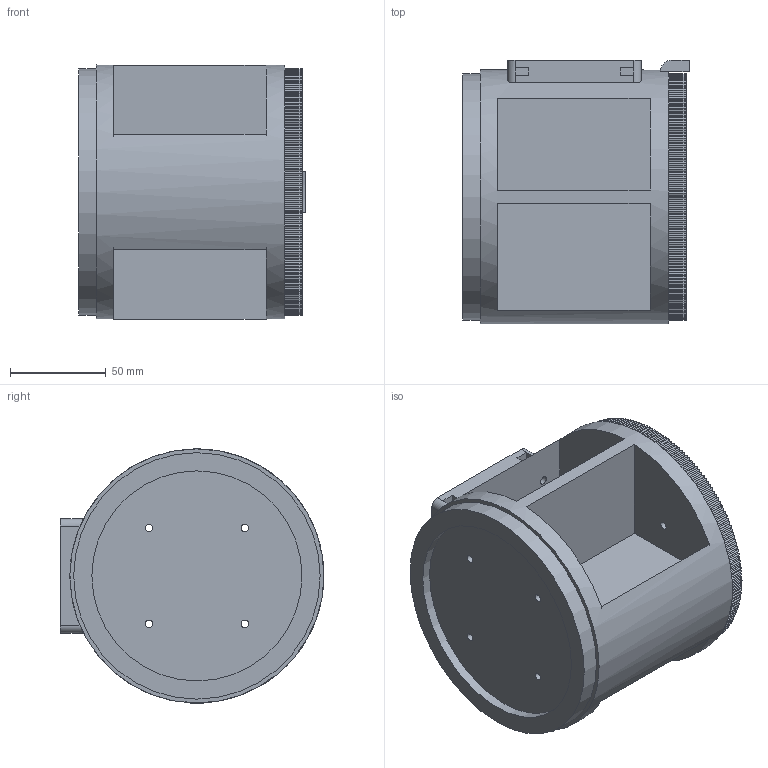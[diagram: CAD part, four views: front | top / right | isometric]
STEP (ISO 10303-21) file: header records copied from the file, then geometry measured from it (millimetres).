
FILE_DESCRIPTION(/* description */ ('STEP AP242','CAx-IF Rec.Pracs.---Representation and Presentation of Product Manufacturing Information (PMI)---4.0---2014-10-13','CAx-IF Rec.Pracs.---3D Tessellated Geometry---0.4---2014-09-14','2;1'),/* implementation_level */ '2;1');
FILE_NAME(/* name */ '687ede3c8864aa6dad1b7a0b',/* time_stamp */ '2025-07-22T00:41:32Z',/* author */ (''),/* organization */ (''),/* preprocessor_version */ 'ST-DEVELOPER v20',/* originating_system */ 'ONSHAPE BY PTC INC, 1.201',/* authorisation */ ' ');
FILE_SCHEMA (('AP242_MANAGED_MODEL_BASED_3D_ENGINEERING_MIM_LF { 1 0 10303 442 1 1 4 }'));
Length unit declared in the file: metre
Products named in the file (1): J1 Base New
Bounding box: 118.4 x 138.15 x 133.09 mm (x, y, z)
Volume: 753978.8 mm3; surface area: 131055.9 mm2
Topology: 1 solids, 1 shells, 490 faces, 1439 edges, 958 vertices
Faces by surface type: cylinder 428, plane 62
Full cylindrical faces by diameter (mm): 4 x8, 4.2 x8, 110 x2, 129 x1, 133 x1
Entity records: 16671 total; most frequent: DIRECTION 3252, CARTESIAN_POINT 2857, ORIENTED_EDGE 2810, EDGE_CURVE 1405, AXIS2_PLACEMENT_3D 1361, VERTEX_POINT 945, CIRCLE 870, EDGE_LOOP 550
